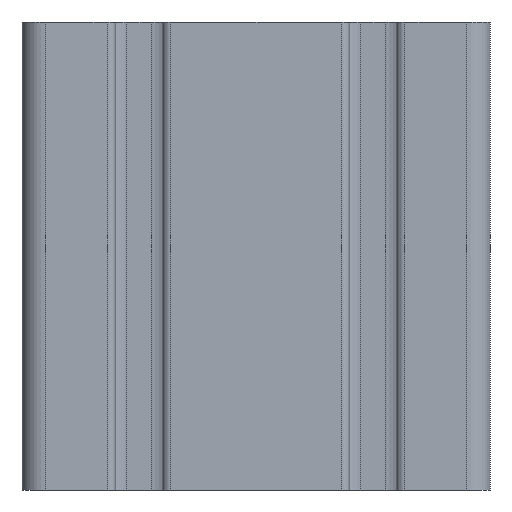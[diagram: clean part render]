
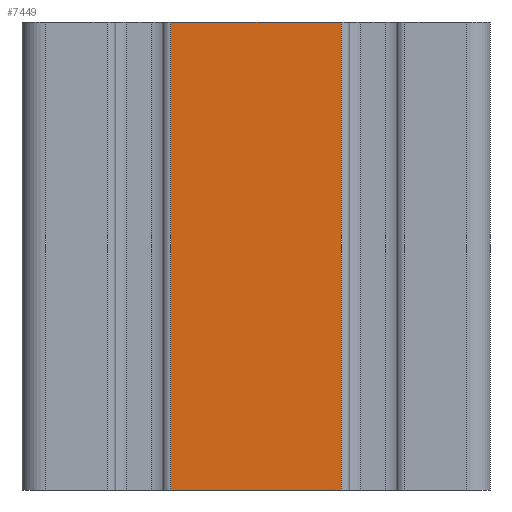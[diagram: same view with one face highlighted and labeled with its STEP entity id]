
A CAD part, front view. The second image highlights one B-rep face of the part: STEP entity #7449.
In plain terms, the highlighted planar face has unit normal (0, -1, 0).
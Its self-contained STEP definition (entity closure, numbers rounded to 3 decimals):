
#481=PLANE('',#8173);
#773=FACE_OUTER_BOUND('',#1136,.T.);
#1136=EDGE_LOOP('',(#6206,#6207,#6208,#6209));
#2224=LINE('',#12358,#2862);
#2352=LINE('',#12787,#2990);
#2353=LINE('',#12790,#2991);
#2354=LINE('',#12791,#2992);
#2862=VECTOR('',#9804,10.);
#2990=VECTOR('',#10210,10.);
#2991=VECTOR('',#10213,10.);
#2992=VECTOR('',#10214,10.);
#3579=VERTEX_POINT('',#12355);
#3580=VERTEX_POINT('',#12357);
#3742=VERTEX_POINT('',#12785);
#3743=VERTEX_POINT('',#12789);
#4465=EDGE_CURVE('',#3579,#3580,#2224,.T.);
#4680=EDGE_CURVE('',#3579,#3742,#2352,.T.);
#4681=EDGE_CURVE('',#3743,#3742,#2353,.T.);
#4682=EDGE_CURVE('',#3580,#3743,#2354,.T.);
#6206=ORIENTED_EDGE('',*,*,#4680,.T.);
#6207=ORIENTED_EDGE('',*,*,#4681,.F.);
#6208=ORIENTED_EDGE('',*,*,#4682,.F.);
#6209=ORIENTED_EDGE('',*,*,#4465,.F.);
#7449=ADVANCED_FACE('',(#773),#481,.T.);
#8173=AXIS2_PLACEMENT_3D('',#12788,#10211,#10212);
#9804=DIRECTION('',(-1.,0.,0.));
#10210=DIRECTION('',(0.,0.,1.));
#10211=DIRECTION('center_axis',(0.,-1.,0.));
#10212=DIRECTION('ref_axis',(1.,0.,0.));
#10213=DIRECTION('',(1.,0.,0.));
#10214=DIRECTION('',(0.,0.,1.));
#12355=CARTESIAN_POINT('',(36.4,-50.,-50.));
#12357=CARTESIAN_POINT('',(0.,-50.,-50.));
#12358=CARTESIAN_POINT('',(0.,-50.,-50.));
#12785=CARTESIAN_POINT('',(36.4,-50.,50.));
#12787=CARTESIAN_POINT('',(36.4,-50.,0.));
#12788=CARTESIAN_POINT('Origin',(0.,-50.,0.));
#12789=CARTESIAN_POINT('',(0.,-50.,50.));
#12790=CARTESIAN_POINT('',(0.,-50.,50.));
#12791=CARTESIAN_POINT('',(0.,-50.,0.));
